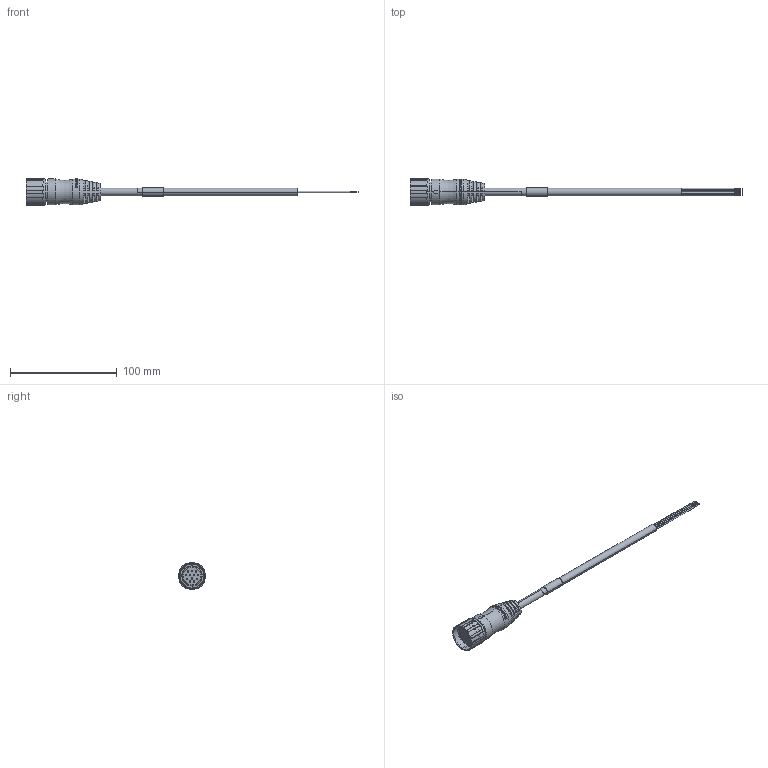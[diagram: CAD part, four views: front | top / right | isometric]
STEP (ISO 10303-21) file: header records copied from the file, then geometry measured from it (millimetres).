
FILE_DESCRIPTION((''),'2;1');
FILE_NAME('242014_SM01_ASM','2024-09-04T11:11:19',('banengservice'),('BANNER ENGINEERING'),'CREO PARAMETRIC BY PTC INC, 2022414','CREO PARAMETRIC BY PTC INC, 2022414','');
FILE_SCHEMA(('CONFIG_CONTROL_DESIGN'));
Length unit declared in the file: millimetre
Products named in the file (5): 242014; 242014_WIRES; 242014_LABEL; 242014_EP01_ASM; 242014_SM01_ASM
Assembly tree (4 placements, depth 3):
  242014_SM01_ASM
    242014_EP01_ASM
      242014
      242014_WIRES
      242014_LABEL
Bounding box: 311 x 25.99 x 26 mm (x, y, z)
Volume: 556.8 mm3; surface area: 16236.2 mm2
Topology: 5 solids, 9 shells, 298 faces, 1542 edges, 1262 vertices
Faces by surface type: plane 151, cylinder 113, cone 22, bspline 10, torus 2
Entity records: 19418 total; most frequent: CARTESIAN_POINT 7075, DIRECTION 2684, ORIENTED_EDGE 2221, EDGE_CURVE 1542, VERTEX_POINT 1262, AXIS2_PLACEMENT_3D 999, CIRCLE 699, VECTOR 686
